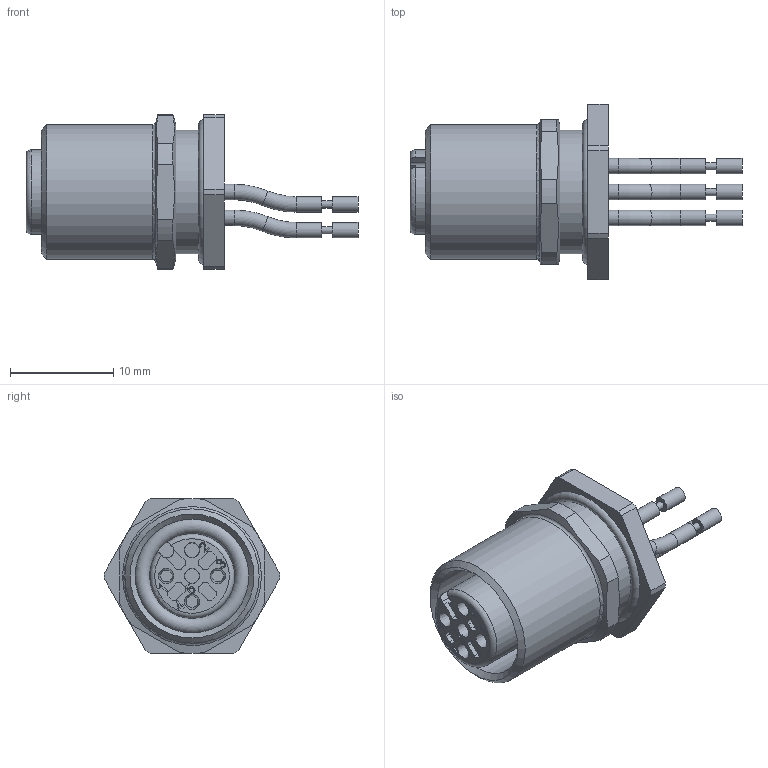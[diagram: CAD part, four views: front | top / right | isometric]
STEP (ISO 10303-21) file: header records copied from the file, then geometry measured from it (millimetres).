
FILE_DESCRIPTION(/* description */ (''),/* implementation_level */ '2;1');
FILE_NAME(/* name */ 'AL-FHM12KUA3-m_M12_S3525.stp',/* time_stamp */ '2019-01-10T15:32:32+01:00',/* author */ (''),/* organization */ (''),/* preprocessor_version */ 'ST-DEVELOPER v16',/* originating_system */ 'SIEMENS PLM Software NX 10.0',/* authorisation */ '');
FILE_SCHEMA (('AUTOMOTIVE_DESIGN { 1 0 10303 214 3 1 1 1 }'));
Length unit declared in the file: millimetre
Products named in the file (1): v.sh1DB06F713uyv
Bounding box: 32.15 x 17 x 15 mm (x, y, z)
Volume: 2317.9 mm3; surface area: 2274.8 mm2
Topology: 3 solids, 3 shells, 192 faces, 477 edges, 314 vertices
Faces by surface type: plane 86, cylinder 54, extrusion 32, torus 10, cone 10
Full cylindrical faces by diameter (mm): 0.7 x3, 1.15 x3, 1.5 x9, 11 x1, 12 x1, 13 x1, 14 x1
Entity records: 5885 total; most frequent: CARTESIAN_POINT 1667, ORIENTED_EDGE 850, DIRECTION 761, EDGE_CURVE 425, VERTEX_POINT 302, AXIS2_PLACEMENT_3D 287, EDGE_LOOP 253, ADVANCED_FACE 192
